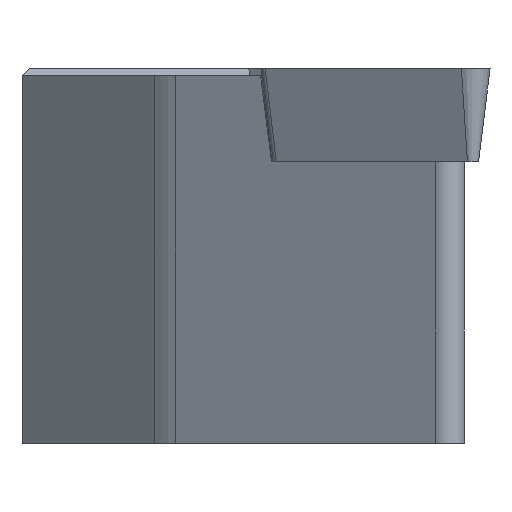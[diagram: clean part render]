
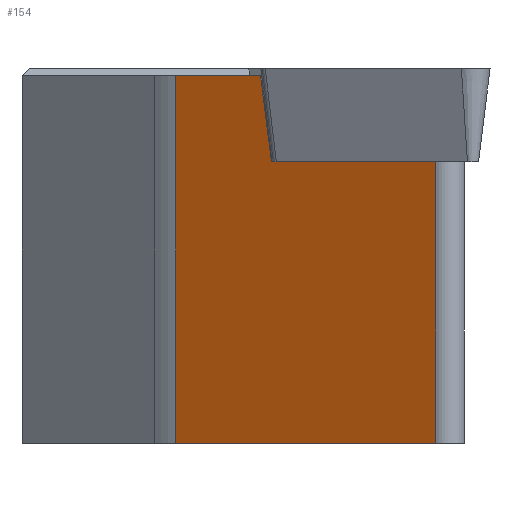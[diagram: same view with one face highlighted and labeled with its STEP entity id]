
A CAD part, left-side view. The second image highlights one B-rep face of the part: STEP entity #154.
In plain terms, the highlighted planar face has unit normal (-0.848, 0.53, 0).
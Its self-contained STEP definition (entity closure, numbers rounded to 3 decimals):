
#154=ADVANCED_FACE('',(#225),#189,.F.);
#189=PLANE('',#813);
#225=FACE_OUTER_BOUND('',#265,.T.);
#265=EDGE_LOOP('',(#363,#364,#365,#366,#367,#368));
#363=ORIENTED_EDGE('',*,*,#583,.F.);
#364=ORIENTED_EDGE('',*,*,#572,.F.);
#365=ORIENTED_EDGE('',*,*,#584,.T.);
#366=ORIENTED_EDGE('',*,*,#585,.F.);
#367=ORIENTED_EDGE('',*,*,#581,.F.);
#368=ORIENTED_EDGE('',*,*,#586,.F.);
#506=VERTEX_POINT('',#1108);
#507=VERTEX_POINT('',#1110);
#513=VERTEX_POINT('',#1126);
#514=VERTEX_POINT('',#1128);
#515=VERTEX_POINT('',#1132);
#516=VERTEX_POINT('',#1134);
#572=EDGE_CURVE('',#506,#507,#655,.T.);
#581=EDGE_CURVE('',#513,#514,#663,.T.);
#583=EDGE_CURVE('',#507,#515,#664,.T.);
#584=EDGE_CURVE('',#506,#516,#665,.T.);
#585=EDGE_CURVE('',#514,#516,#666,.T.);
#586=EDGE_CURVE('',#515,#513,#667,.T.);
#655=LINE('',#1109,#732);
#663=LINE('',#1127,#740);
#664=LINE('',#1131,#741);
#665=LINE('',#1133,#742);
#666=LINE('',#1135,#743);
#667=LINE('',#1136,#744);
#732=VECTOR('',#911,1.);
#740=VECTOR('',#925,1.);
#741=VECTOR('',#930,1.);
#742=VECTOR('',#931,1.);
#743=VECTOR('',#932,1.);
#744=VECTOR('',#933,1.);
#813=AXIS2_PLACEMENT_3D('',#1137,#934,#935);
#911=DIRECTION('',(-0.53,-0.848,0.));
#925=DIRECTION('',(0.,0.,-1.));
#930=DIRECTION('',(-0.079,-0.126,-0.989));
#931=DIRECTION('',(0.,0.,-1.));
#932=DIRECTION('',(0.53,0.848,0.));
#933=DIRECTION('',(-0.53,-0.848,0.));
#934=DIRECTION('',(0.848,-0.53,0.));
#935=DIRECTION('',(0.53,0.848,0.));
#1108=CARTESIAN_POINT('',(8.928,-6.563,-0.3));
#1109=CARTESIAN_POINT('',(1.978,-17.685,-0.3));
#1110=CARTESIAN_POINT('',(6.659,-10.194,-0.3));
#1126=CARTESIAN_POINT('',(1.978,-17.685,-3.97));
#1127=CARTESIAN_POINT('',(1.978,-17.685,-30.));
#1128=CARTESIAN_POINT('',(1.978,-17.685,-16.));
#1131=CARTESIAN_POINT('',(4.249,-14.051,-30.642));
#1132=CARTESIAN_POINT('',(6.368,-10.66,-3.97));
#1133=CARTESIAN_POINT('',(8.928,-6.563,-30.));
#1134=CARTESIAN_POINT('',(8.928,-6.563,-16.));
#1135=CARTESIAN_POINT('',(1.978,-17.685,-16.));
#1136=CARTESIAN_POINT('',(1.978,-17.685,-3.97));
#1137=CARTESIAN_POINT('',(1.978,-17.685,-30.));
